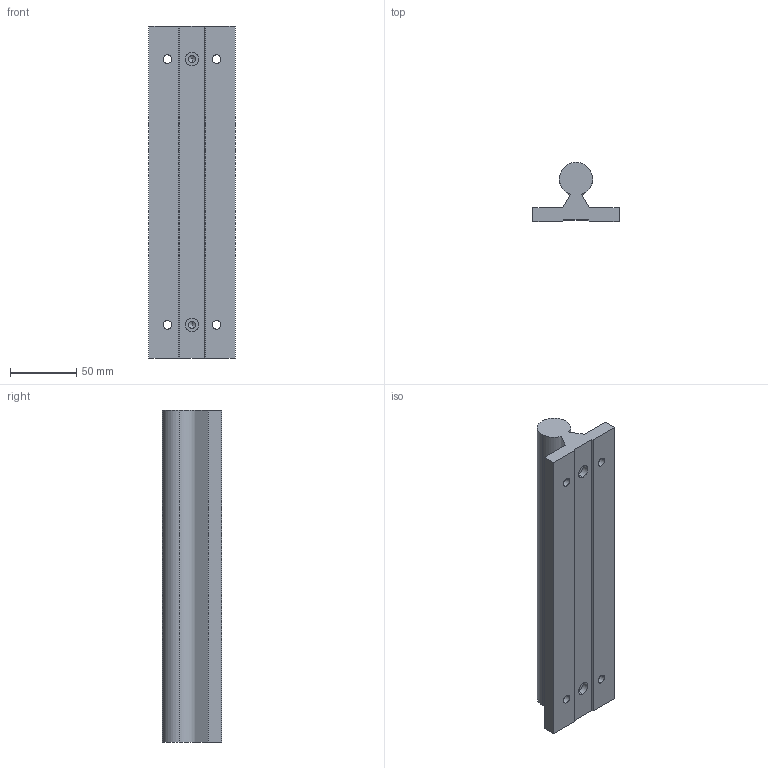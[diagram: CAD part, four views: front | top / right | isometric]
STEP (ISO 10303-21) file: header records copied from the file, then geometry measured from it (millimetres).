
FILE_DESCRIPTION (( 'STEP AP214' ), '1' );
FILE_NAME ('tbr25.STEP', '2013-01-24T06:33:42', ( 'ﾀ' ), ( 'ﾁ' ), 'SwSTEP 2.0', 'SolidWorks 2012', '' );
FILE_SCHEMA (( 'AUTOMOTIVE_DESIGN' ));
Length unit declared in the file: millimetre
Products named in the file (1): tbr25
Bounding box: 65 x 44.47 x 250 mm (x, y, z)
Volume: 312596.1 mm3; surface area: 59997.1 mm2
Topology: 1 solids, 1 shells, 38 faces, 98 edges, 62 vertices
Faces by surface type: cylinder 19, plane 15, cone 4
Entity records: 1368 total; most frequent: DIRECTION 210, CARTESIAN_POINT 195, ORIENTED_EDGE 188, EDGE_CURVE 94, AXIS2_PLACEMENT_3D 77, VERTEX_POINT 62, VECTOR 56, LINE 56
